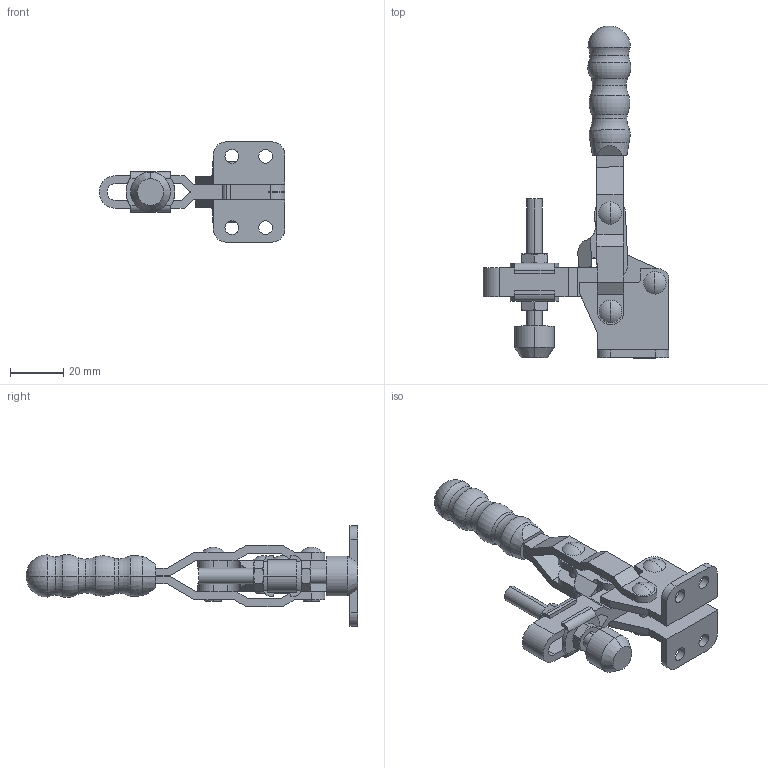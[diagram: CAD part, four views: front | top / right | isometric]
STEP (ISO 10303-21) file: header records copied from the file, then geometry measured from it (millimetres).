
FILE_DESCRIPTION (( 'STEP AP214' ), '1' );
FILE_NAME ('GH-11502-B(Â²¤Æ).STEP', '2020-03-19T02:41:00', ( 'LinWei' ), ( '' ), 'SwSTEP 2.0', 'SolidWorks 2016', '' );
FILE_SCHEMA (( 'AUTOMOTIVE_DESIGN' ));
Length unit declared in the file: millimetre
Products named in the file (6): 111502B08-1^493780(GH-11502-B); Group5^493780(GH-11502-B); Group4^493780(GH-11502-B); Group2^493780(GH-11502-B); Group1^493780(GH-11502-B); GH-11502-B(簡化)
Assembly tree (5 placements, depth 2):
  GH-11502-B(簡化)
    Group1^493780(GH-11502-B)
    Group2^493780(GH-11502-B)
    Group4^493780(GH-11502-B)
    Group5^493780(GH-11502-B)
    111502B08-1^493780(GH-11502-B)
Bounding box: 70 x 125.01 x 37.8 mm (x, y, z)
Volume: 31345.1 mm3; surface area: 21934.9 mm2
Topology: 8 solids, 8 shells, 305 faces, 778 edges, 503 vertices
Faces by surface type: plane 145, cylinder 92, torus 28, cone 28, sphere 10, bspline 2
Entity records: 10665 total; most frequent: CARTESIAN_POINT 2036, DIRECTION 1608, ORIENTED_EDGE 1548, EDGE_CURVE 774, AXIS2_PLACEMENT_3D 609, VERTEX_POINT 501, LINE 390, VECTOR 390
